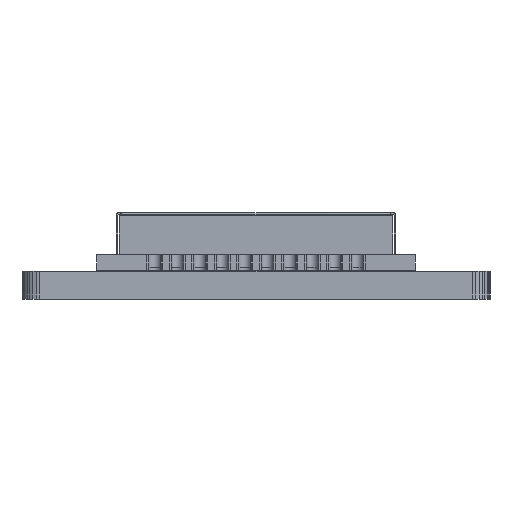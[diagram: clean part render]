
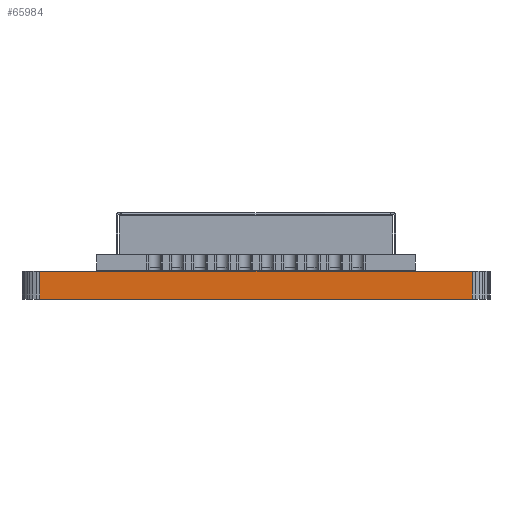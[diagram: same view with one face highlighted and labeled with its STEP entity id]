
A CAD part, left-side view. The second image highlights one B-rep face of the part: STEP entity #65984.
In plain terms, the highlighted planar face has unit normal (-1, 0, 0).
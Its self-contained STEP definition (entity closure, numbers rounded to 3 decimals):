
#55734 = PLANE('',#55735);
#55735 = AXIS2_PLACEMENT_3D('',#55736,#55737,#55738);
#55736 = CARTESIAN_POINT('',(100.54,-70.87,1.566));
#55737 = DIRECTION('',(-0.,-0.,-1.));
#55738 = DIRECTION('',(-1.,0.,0.));
#55788 = PLANE('',#55789);
#55789 = AXIS2_PLACEMENT_3D('',#55790,#55791,#55792);
#55790 = CARTESIAN_POINT('',(100.54,-70.87,0.));
#55791 = DIRECTION('',(-0.,-0.,-1.));
#55792 = DIRECTION('',(-1.,0.,0.));
#56569 = VERTEX_POINT('',#56570);
#56570 = CARTESIAN_POINT('',(71.32,-83.075,0.));
#56584 = PLANE('',#56585);
#56585 = AXIS2_PLACEMENT_3D('',#56586,#56587,#56588);
#56586 = CARTESIAN_POINT('',(71.339,-83.27,0.));
#56587 = DIRECTION('',(-0.995,-0.098,0.));
#56588 = DIRECTION('',(-0.098,0.995,0.));
#56596 = EDGE_CURVE('',#56569,#56597,#56599,.T.);
#56597 = VERTEX_POINT('',#56598);
#56598 = CARTESIAN_POINT('',(71.32,-58.665,0.));
#56599 = SURFACE_CURVE('',#56600,(#56604,#56611),.PCURVE_S1.);
#56600 = LINE('',#56601,#56602);
#56601 = CARTESIAN_POINT('',(71.32,-83.075,0.));
#56602 = VECTOR('',#56603,1.);
#56603 = DIRECTION('',(0.,1.,0.));
#56604 = PCURVE('',#55788,#56605);
#56605 = DEFINITIONAL_REPRESENTATION('',(#56606),#56610);
#56606 = LINE('',#56607,#56608);
#56607 = CARTESIAN_POINT('',(29.22,-12.205));
#56608 = VECTOR('',#56609,1.);
#56609 = DIRECTION('',(0.,1.));
#56610 = ( GEOMETRIC_REPRESENTATION_CONTEXT(2) 
PARAMETRIC_REPRESENTATION_CONTEXT() REPRESENTATION_CONTEXT('2D SPACE',''
  ) );
#56611 = PCURVE('',#56612,#56617);
#56612 = PLANE('',#56613);
#56613 = AXIS2_PLACEMENT_3D('',#56614,#56615,#56616);
#56614 = CARTESIAN_POINT('',(71.32,-83.075,0.));
#56615 = DIRECTION('',(-1.,0.,0.));
#56616 = DIRECTION('',(0.,1.,0.));
#56617 = DEFINITIONAL_REPRESENTATION('',(#56618),#56622);
#56618 = LINE('',#56619,#56620);
#56619 = CARTESIAN_POINT('',(0.,0.));
#56620 = VECTOR('',#56621,1.);
#56621 = DIRECTION('',(1.,0.));
#56622 = ( GEOMETRIC_REPRESENTATION_CONTEXT(2) 
PARAMETRIC_REPRESENTATION_CONTEXT() REPRESENTATION_CONTEXT('2D SPACE',''
  ) );
#56640 = PLANE('',#56641);
#56641 = AXIS2_PLACEMENT_3D('',#56642,#56643,#56644);
#56642 = CARTESIAN_POINT('',(71.32,-58.665,0.));
#56643 = DIRECTION('',(-0.995,0.098,0.));
#56644 = DIRECTION('',(0.098,0.995,0.));
#61660 = VERTEX_POINT('',#61661);
#61661 = CARTESIAN_POINT('',(71.32,-83.075,1.566));
#61682 = EDGE_CURVE('',#61660,#61683,#61685,.T.);
#61683 = VERTEX_POINT('',#61684);
#61684 = CARTESIAN_POINT('',(71.32,-58.665,1.566));
#61685 = SURFACE_CURVE('',#61686,(#61690,#61697),.PCURVE_S1.);
#61686 = LINE('',#61687,#61688);
#61687 = CARTESIAN_POINT('',(71.32,-83.075,1.566));
#61688 = VECTOR('',#61689,1.);
#61689 = DIRECTION('',(0.,1.,0.));
#61690 = PCURVE('',#55734,#61691);
#61691 = DEFINITIONAL_REPRESENTATION('',(#61692),#61696);
#61692 = LINE('',#61693,#61694);
#61693 = CARTESIAN_POINT('',(29.22,-12.205));
#61694 = VECTOR('',#61695,1.);
#61695 = DIRECTION('',(0.,1.));
#61696 = ( GEOMETRIC_REPRESENTATION_CONTEXT(2) 
PARAMETRIC_REPRESENTATION_CONTEXT() REPRESENTATION_CONTEXT('2D SPACE',''
  ) );
#61697 = PCURVE('',#56612,#61698);
#61698 = DEFINITIONAL_REPRESENTATION('',(#61699),#61703);
#61699 = LINE('',#61700,#61701);
#61700 = CARTESIAN_POINT('',(0.,-1.566));
#61701 = VECTOR('',#61702,1.);
#61702 = DIRECTION('',(1.,0.));
#61703 = ( GEOMETRIC_REPRESENTATION_CONTEXT(2) 
PARAMETRIC_REPRESENTATION_CONTEXT() REPRESENTATION_CONTEXT('2D SPACE',''
  ) );
#65934 = EDGE_CURVE('',#56597,#61683,#65935,.T.);
#65935 = SURFACE_CURVE('',#65936,(#65940,#65947),.PCURVE_S1.);
#65936 = LINE('',#65937,#65938);
#65937 = CARTESIAN_POINT('',(71.32,-58.665,0.));
#65938 = VECTOR('',#65939,1.);
#65939 = DIRECTION('',(0.,0.,1.));
#65940 = PCURVE('',#56640,#65941);
#65941 = DEFINITIONAL_REPRESENTATION('',(#65942),#65946);
#65942 = LINE('',#65943,#65944);
#65943 = CARTESIAN_POINT('',(0.,0.));
#65944 = VECTOR('',#65945,1.);
#65945 = DIRECTION('',(0.,-1.));
#65946 = ( GEOMETRIC_REPRESENTATION_CONTEXT(2) 
PARAMETRIC_REPRESENTATION_CONTEXT() REPRESENTATION_CONTEXT('2D SPACE',''
  ) );
#65947 = PCURVE('',#56612,#65948);
#65948 = DEFINITIONAL_REPRESENTATION('',(#65949),#65953);
#65949 = LINE('',#65950,#65951);
#65950 = CARTESIAN_POINT('',(24.41,0.));
#65951 = VECTOR('',#65952,1.);
#65952 = DIRECTION('',(0.,-1.));
#65953 = ( GEOMETRIC_REPRESENTATION_CONTEXT(2) 
PARAMETRIC_REPRESENTATION_CONTEXT() REPRESENTATION_CONTEXT('2D SPACE',''
  ) );
#65984 = ADVANCED_FACE('',(#65985),#56612,.T.);
#65985 = FACE_BOUND('',#65986,.T.);
#65986 = EDGE_LOOP('',(#65987,#66008,#66009,#66010));
#65987 = ORIENTED_EDGE('',*,*,#65988,.T.);
#65988 = EDGE_CURVE('',#56569,#61660,#65989,.T.);
#65989 = SURFACE_CURVE('',#65990,(#65994,#66001),.PCURVE_S1.);
#65990 = LINE('',#65991,#65992);
#65991 = CARTESIAN_POINT('',(71.32,-83.075,0.));
#65992 = VECTOR('',#65993,1.);
#65993 = DIRECTION('',(0.,0.,1.));
#65994 = PCURVE('',#56612,#65995);
#65995 = DEFINITIONAL_REPRESENTATION('',(#65996),#66000);
#65996 = LINE('',#65997,#65998);
#65997 = CARTESIAN_POINT('',(0.,0.));
#65998 = VECTOR('',#65999,1.);
#65999 = DIRECTION('',(0.,-1.));
#66000 = ( GEOMETRIC_REPRESENTATION_CONTEXT(2) 
PARAMETRIC_REPRESENTATION_CONTEXT() REPRESENTATION_CONTEXT('2D SPACE',''
  ) );
#66001 = PCURVE('',#56584,#66002);
#66002 = DEFINITIONAL_REPRESENTATION('',(#66003),#66007);
#66003 = LINE('',#66004,#66005);
#66004 = CARTESIAN_POINT('',(0.196,0.));
#66005 = VECTOR('',#66006,1.);
#66006 = DIRECTION('',(0.,-1.));
#66007 = ( GEOMETRIC_REPRESENTATION_CONTEXT(2) 
PARAMETRIC_REPRESENTATION_CONTEXT() REPRESENTATION_CONTEXT('2D SPACE',''
  ) );
#66008 = ORIENTED_EDGE('',*,*,#61682,.T.);
#66009 = ORIENTED_EDGE('',*,*,#65934,.F.);
#66010 = ORIENTED_EDGE('',*,*,#56596,.F.);
